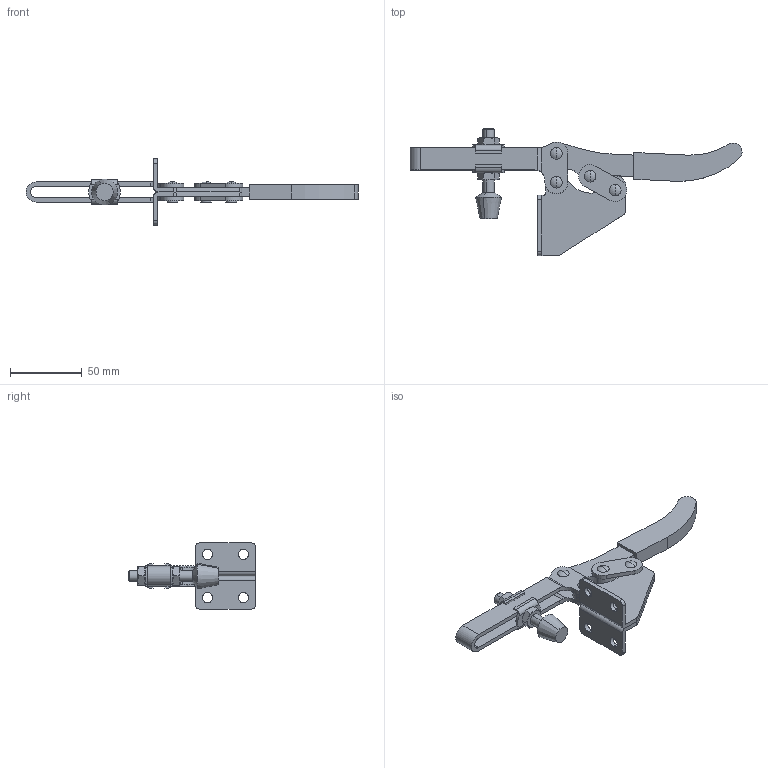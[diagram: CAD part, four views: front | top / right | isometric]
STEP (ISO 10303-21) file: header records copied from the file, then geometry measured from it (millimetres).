
FILE_DESCRIPTION (( 'STEP AP214' ), '1' );
FILE_NAME ('GH-202-FL(Â²¤Æ).STEP', '2020-07-16T02:51:22', ( 'LinWei' ), ( '' ), 'SwSTEP 2.0', 'SolidWorks 2016', '' );
FILE_SCHEMA (( 'AUTOMOTIVE_DESIGN' ));
Length unit declared in the file: millimetre
Products named in the file (6): Group1^GH-203-FL(簡化); Group1^GH-202-F(簡化); 1203F01-1^GH-202-FL(簡化); Group5^GH-202-FL(簡化); Group2^GH-202-FL(簡化); GH-202-FL(簡化)
Assembly tree (5 placements, depth 2):
  GH-202-FL(簡化)
    Group2^GH-202-FL(簡化)
    Group5^GH-202-FL(簡化)
    1203F01-1^GH-202-FL(簡化)
    Group1^GH-202-F(簡化)
    Group1^GH-203-FL(簡化)
Bounding box: 231.19 x 88.6 x 46 mm (x, y, z)
Volume: 61275.7 mm3; surface area: 34303.2 mm2
Topology: 5 solids, 5 shells, 252 faces, 623 edges, 398 vertices
Faces by surface type: cylinder 107, plane 107, cone 30, sphere 8
Entity records: 8918 total; most frequent: CARTESIAN_POINT 1665, DIRECTION 1331, ORIENTED_EDGE 1246, EDGE_CURVE 623, AXIS2_PLACEMENT_3D 520, VERTEX_POINT 398, VECTOR 291, LINE 291
